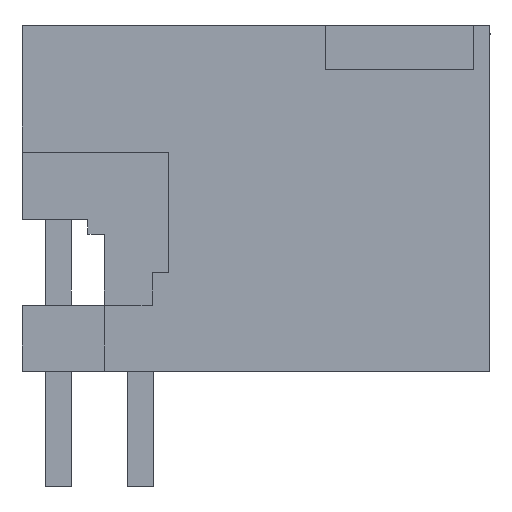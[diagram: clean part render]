
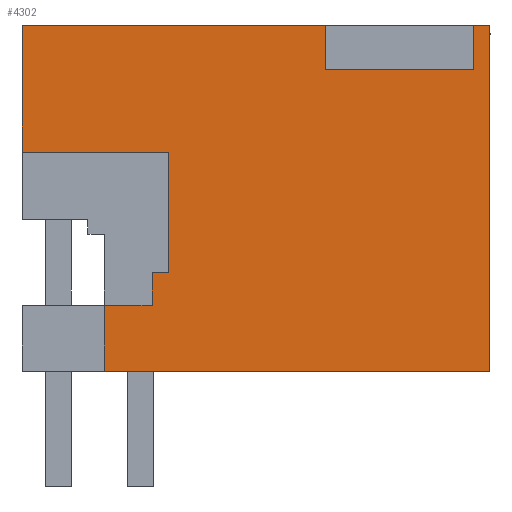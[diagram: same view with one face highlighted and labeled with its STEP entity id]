
A CAD part, left-side view. The second image highlights one B-rep face of the part: STEP entity #4302.
In plain terms, the highlighted planar face has unit normal (-1, 0, 0).
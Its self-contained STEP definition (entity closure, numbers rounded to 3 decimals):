
#4239=AXIS2_PLACEMENT_3D('Plane Axis2P3D',#4236,#4237,#4238) ;
#382=CARTESIAN_POINT('Vertex',(0.,11.7,3.5)) ;
#385=CARTESIAN_POINT('Line Origine',(0.,11.7,4.5)) ;
#389=CARTESIAN_POINT('Vertex',(0.,11.7,5.5)) ;
#423=CARTESIAN_POINT('Line Origine',(0.,10.975,5.5)) ;
#427=CARTESIAN_POINT('Vertex',(0.,10.25,5.5)) ;
#465=CARTESIAN_POINT('Line Origine',(0.,10.25,6.)) ;
#469=CARTESIAN_POINT('Vertex',(0.,10.25,6.5)) ;
#491=CARTESIAN_POINT('Line Origine',(0.,10.,6.5)) ;
#495=CARTESIAN_POINT('Vertex',(0.,9.75,6.5)) ;
#531=CARTESIAN_POINT('Line Origine',(0.,9.75,8.325)) ;
#535=CARTESIAN_POINT('Vertex',(0.,9.75,10.15)) ;
#745=CARTESIAN_POINT('Vertex',(0.,14.2,10.15)) ;
#748=CARTESIAN_POINT('Line Origine',(0.,14.2,12.075)) ;
#752=CARTESIAN_POINT('Vertex',(0.,14.2,14.)) ;
#3117=CARTESIAN_POINT('Vertex',(0.,0.,3.5)) ;
#3120=CARTESIAN_POINT('Line Origine',(0.,5.85,3.5)) ;
#4236=CARTESIAN_POINT('Axis2P3D Location',(0.,17.7,14.)) ;
#4241=CARTESIAN_POINT('Line Origine',(0.,9.6,14.)) ;
#4245=CARTESIAN_POINT('Vertex',(0.,5.,14.)) ;
#4248=CARTESIAN_POINT('Line Origine',(0.,11.975,10.15)) ;
#4253=CARTESIAN_POINT('Line Origine',(0.,0.,8.75)) ;
#4257=CARTESIAN_POINT('Vertex',(0.,0.,14.)) ;
#4260=CARTESIAN_POINT('Line Origine',(0.,0.25,14.)) ;
#4264=CARTESIAN_POINT('Vertex',(0.,0.5,14.)) ;
#4267=CARTESIAN_POINT('Line Origine',(0.,0.5,13.325)) ;
#4271=CARTESIAN_POINT('Vertex',(0.,0.5,12.65)) ;
#4274=CARTESIAN_POINT('Line Origine',(0.,2.75,12.65)) ;
#4278=CARTESIAN_POINT('Vertex',(0.,5.,12.65)) ;
#4281=CARTESIAN_POINT('Line Origine',(0.,5.,13.325)) ;
#386=DIRECTION('Vector Direction',(0.,0.,1.)) ;
#424=DIRECTION('Vector Direction',(0.,1.,0.)) ;
#466=DIRECTION('Vector Direction',(0.,0.,1.)) ;
#492=DIRECTION('Vector Direction',(0.,-1.,0.)) ;
#532=DIRECTION('Vector Direction',(0.,0.,1.)) ;
#749=DIRECTION('Vector Direction',(0.,0.,1.)) ;
#3121=DIRECTION('Vector Direction',(0.,-1.,0.)) ;
#4237=DIRECTION('Axis2P3D Direction',(-1.,0.,0.)) ;
#4238=DIRECTION('Axis2P3D XDirection',(0.,-1.,0.)) ;
#4242=DIRECTION('Vector Direction',(0.,-1.,0.)) ;
#4249=DIRECTION('Vector Direction',(0.,-1.,0.)) ;
#4254=DIRECTION('Vector Direction',(0.,0.,1.)) ;
#4261=DIRECTION('Vector Direction',(0.,-1.,0.)) ;
#4268=DIRECTION('Vector Direction',(0.,0.,-1.)) ;
#4275=DIRECTION('Vector Direction',(0.,1.,0.)) ;
#4282=DIRECTION('Vector Direction',(0.,0.,-1.)) ;
#387=VECTOR('Line Direction',#386,1.) ;
#425=VECTOR('Line Direction',#424,1.) ;
#467=VECTOR('Line Direction',#466,1.) ;
#493=VECTOR('Line Direction',#492,1.) ;
#533=VECTOR('Line Direction',#532,1.) ;
#750=VECTOR('Line Direction',#749,1.) ;
#3122=VECTOR('Line Direction',#3121,1.) ;
#4243=VECTOR('Line Direction',#4242,1.) ;
#4250=VECTOR('Line Direction',#4249,1.) ;
#4255=VECTOR('Line Direction',#4254,1.) ;
#4262=VECTOR('Line Direction',#4261,1.) ;
#4269=VECTOR('Line Direction',#4268,1.) ;
#4276=VECTOR('Line Direction',#4275,1.) ;
#4283=VECTOR('Line Direction',#4282,1.) ;
#4287=ORIENTED_EDGE('',*,*,#4247,.T.) ;
#4288=ORIENTED_EDGE('',*,*,#754,.T.) ;
#4289=ORIENTED_EDGE('',*,*,#4252,.T.) ;
#4290=ORIENTED_EDGE('',*,*,#537,.T.) ;
#4291=ORIENTED_EDGE('',*,*,#497,.T.) ;
#4292=ORIENTED_EDGE('',*,*,#471,.T.) ;
#4293=ORIENTED_EDGE('',*,*,#429,.T.) ;
#4294=ORIENTED_EDGE('',*,*,#391,.T.) ;
#4295=ORIENTED_EDGE('',*,*,#3124,.T.) ;
#4296=ORIENTED_EDGE('',*,*,#4259,.T.) ;
#4297=ORIENTED_EDGE('',*,*,#4266,.T.) ;
#4298=ORIENTED_EDGE('',*,*,#4273,.F.) ;
#4299=ORIENTED_EDGE('',*,*,#4280,.F.) ;
#4300=ORIENTED_EDGE('',*,*,#4285,.F.) ;
#4302=ADVANCED_FACE('HOUSING',(#4301),#4240,.T.) ;
#391=EDGE_CURVE('',#390,#383,#388,.F.) ;
#429=EDGE_CURVE('',#428,#390,#426,.T.) ;
#471=EDGE_CURVE('',#470,#428,#468,.F.) ;
#497=EDGE_CURVE('',#496,#470,#494,.F.) ;
#537=EDGE_CURVE('',#536,#496,#534,.F.) ;
#754=EDGE_CURVE('',#753,#746,#751,.F.) ;
#3124=EDGE_CURVE('',#383,#3118,#3123,.T.) ;
#4247=EDGE_CURVE('',#4246,#753,#4244,.F.) ;
#4252=EDGE_CURVE('',#746,#536,#4251,.T.) ;
#4259=EDGE_CURVE('',#3118,#4258,#4256,.T.) ;
#4266=EDGE_CURVE('',#4258,#4265,#4263,.F.) ;
#4273=EDGE_CURVE('',#4272,#4265,#4270,.F.) ;
#4280=EDGE_CURVE('',#4279,#4272,#4277,.F.) ;
#4285=EDGE_CURVE('',#4246,#4279,#4284,.T.) ;
#4286=EDGE_LOOP('',(#4287,#4288,#4289,#4290,#4291,#4292,#4293,#4294,#4295,#4296,#4297,#4298,#4299,#4300)) ;
#4301=FACE_OUTER_BOUND('',#4286,.T.) ;
#388=LINE('Line',#385,#387) ;
#426=LINE('Line',#423,#425) ;
#468=LINE('Line',#465,#467) ;
#494=LINE('Line',#491,#493) ;
#534=LINE('Line',#531,#533) ;
#751=LINE('Line',#748,#750) ;
#3123=LINE('Line',#3120,#3122) ;
#4244=LINE('Line',#4241,#4243) ;
#4251=LINE('Line',#4248,#4250) ;
#4256=LINE('Line',#4253,#4255) ;
#4263=LINE('Line',#4260,#4262) ;
#4270=LINE('Line',#4267,#4269) ;
#4277=LINE('Line',#4274,#4276) ;
#4284=LINE('Line',#4281,#4283) ;
#4240=PLANE('',#4239) ;
#383=VERTEX_POINT('',#382) ;
#390=VERTEX_POINT('',#389) ;
#428=VERTEX_POINT('',#427) ;
#470=VERTEX_POINT('',#469) ;
#496=VERTEX_POINT('',#495) ;
#536=VERTEX_POINT('',#535) ;
#746=VERTEX_POINT('',#745) ;
#753=VERTEX_POINT('',#752) ;
#3118=VERTEX_POINT('',#3117) ;
#4246=VERTEX_POINT('',#4245) ;
#4258=VERTEX_POINT('',#4257) ;
#4265=VERTEX_POINT('',#4264) ;
#4272=VERTEX_POINT('',#4271) ;
#4279=VERTEX_POINT('',#4278) ;
